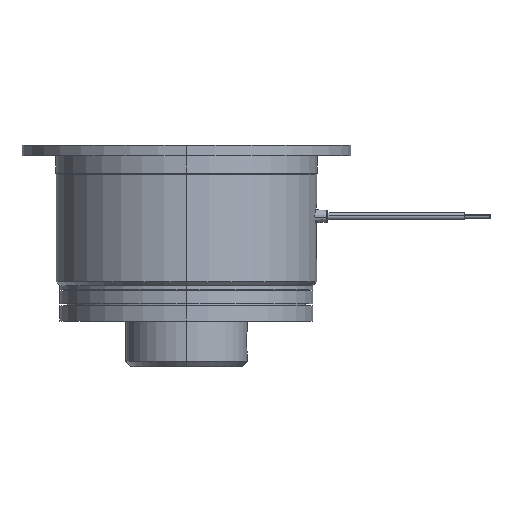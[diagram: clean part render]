
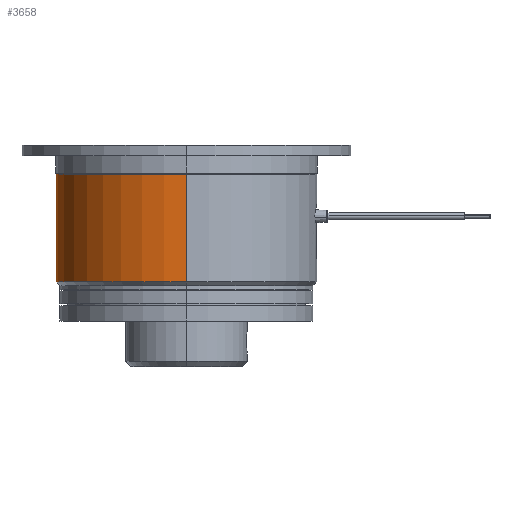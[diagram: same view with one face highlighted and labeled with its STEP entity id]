
A CAD part, left-side view. The second image highlights one B-rep face of the part: STEP entity #3658.
In plain terms, the highlighted cylindrical face has radius 25.75 mm (diameter 51.5 mm), a partial arc.
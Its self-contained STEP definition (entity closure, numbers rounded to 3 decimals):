
#19 = ORIENTED_EDGE ( 'NONE', *, *, #8036, .F. ) ;
#429 = CIRCLE ( 'NONE', #12166, 25.75 ) ;
#549 = EDGE_CURVE ( 'NONE', #12041, #11610, #2466, .T. ) ;
#1103 = CARTESIAN_POINT ( 'NONE',  ( -25.75, 0., -5.7 ) ) ;
#2147 = DIRECTION ( 'NONE',  ( 1., 0., 0. ) ) ;
#2466 = CIRCLE ( 'NONE', #9553, 25.75 ) ;
#2600 = DIRECTION ( 'NONE',  ( 0., 0., 1. ) ) ;
#3105 = EDGE_CURVE ( 'NONE', #3667, #11610, #10351, .T. ) ;
#3251 = DIRECTION ( 'NONE',  ( 1., 0., 0. ) ) ;
#3367 = DIRECTION ( 'NONE',  ( 0., 0., 1. ) ) ;
#3658 = ADVANCED_FACE ( 'NONE', ( #6172 ), #9949, .T. ) ;
#3667 = VERTEX_POINT ( 'NONE', #12075 ) ;
#3695 = ORIENTED_EDGE ( 'NONE', *, *, #3105, .T. ) ;
#4321 = CARTESIAN_POINT ( 'NONE',  ( 0., 0., -1.074 ) ) ;
#5178 = ORIENTED_EDGE ( 'NONE', *, *, #549, .F. ) ;
#5829 = AXIS2_PLACEMENT_3D ( 'NONE', #4321, #3367, #3251 ) ;
#5963 = ORIENTED_EDGE ( 'NONE', *, *, #12498, .T. ) ;
#6172 = FACE_OUTER_BOUND ( 'NONE', #8568, .T. ) ;
#6237 = CARTESIAN_POINT ( 'NONE',  ( 25.75, 0., -5.7 ) ) ;
#6451 = DIRECTION ( 'NONE',  ( 0., 0., 1. ) ) ;
#6588 = CARTESIAN_POINT ( 'NONE',  ( 0., 0., -26.95 ) ) ;
#6980 = DIRECTION ( 'NONE',  ( 0., 0., 1. ) ) ;
#7249 = LINE ( 'NONE', #9249, #7273 ) ;
#7273 = VECTOR ( 'NONE', #10066, 1000. ) ;
#8036 = EDGE_CURVE ( 'NONE', #12066, #12041, #7249, .T. ) ;
#8568 = EDGE_LOOP ( 'NONE', ( #5963, #3695, #5178, #19 ) ) ;
#9249 = CARTESIAN_POINT ( 'NONE',  ( 25.75, 0., -1.074 ) ) ;
#9421 = CARTESIAN_POINT ( 'NONE',  ( -25.75, 0., -1.074 ) ) ;
#9455 = VECTOR ( 'NONE', #6451, 1000. ) ;
#9510 = DIRECTION ( 'NONE',  ( 1., 0., 0. ) ) ;
#9553 = AXIS2_PLACEMENT_3D ( 'NONE', #10805, #6980, #2147 ) ;
#9949 = CYLINDRICAL_SURFACE ( 'NONE', #5829, 25.75 ) ;
#10066 = DIRECTION ( 'NONE',  ( 0., 0., 1. ) ) ;
#10076 = CARTESIAN_POINT ( 'NONE',  ( 25.75, 0., -26.95 ) ) ;
#10351 = LINE ( 'NONE', #9421, #9455 ) ;
#10805 = CARTESIAN_POINT ( 'NONE',  ( 0., 0., -5.7 ) ) ;
#11610 = VERTEX_POINT ( 'NONE', #1103 ) ;
#12041 = VERTEX_POINT ( 'NONE', #6237 ) ;
#12066 = VERTEX_POINT ( 'NONE', #10076 ) ;
#12075 = CARTESIAN_POINT ( 'NONE',  ( -25.75, 0., -26.95 ) ) ;
#12166 = AXIS2_PLACEMENT_3D ( 'NONE', #6588, #2600, #9510 ) ;
#12498 = EDGE_CURVE ( 'NONE', #12066, #3667, #429, .T. ) ;
